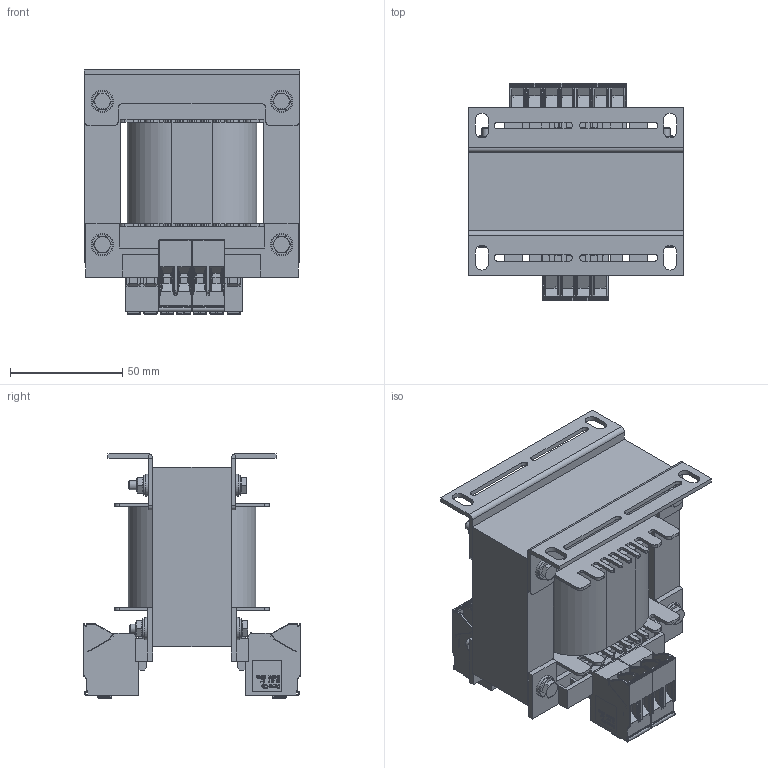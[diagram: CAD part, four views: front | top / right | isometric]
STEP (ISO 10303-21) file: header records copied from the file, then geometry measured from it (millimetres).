
FILE_DESCRIPTION(/* description */ (''),/* implementation_level */ '2;1');
FILE_NAME(/* name */ 'TSC51102200.stp',/* time_stamp */ '2023-09-12T12:14:17+02:00',/* author */ ('velazquez'),/* organization */ (''),/* preprocessor_version */ 'ST-DEVELOPER v19.2',/* originating_system */ 'Autodesk Inventor 2023',/* authorisation */ '');
FILE_SCHEMA (('AUTOMOTIVE_DESIGN { 1 0 10303 214 3 1 1 }'));
Products named in the file (12): TSC51102200; EI96 x 80 - 35 (RC32); AF32DIN; EI 96 X 80 - 35; EI96; centrador M4; DIN 125 - A 4,3; DIN 933 - M4  x 50; DIN 934 - M4; 1226_TKS_4_2_F; 1227_TKS_4_3_F NARANJA; 1226_TKS_4_2_F NARANJA
Assembly tree (35 placements, depth 2):
  TSC51102200
    EI96 x 80 - 35 (RC32)
    AF32DIN  x2
    EI 96 X 80 - 35
    EI96  x2
    centrador M4  x8
    DIN 125 - A 4,3  x8
    DIN 933 - M4  x 50  x4
    DIN 934 - M4  x4
    1226_TKS_4_2_F  x2
    1227_TKS_4_3_F NARANJA
    1226_TKS_4_2_F NARANJA  x2
Bounding box: 96 x 96.9 x 109 mm (x, y, z)
Volume: 374992.4 mm3; surface area: 127283.4 mm2
Topology: 35 solids, 35 shells, 9280 faces, 25907 edges, 16862 vertices
Faces by surface type: plane 7534, cylinder 1187, bspline 287, torus 212, cone 48, sphere 12
Full cylindrical faces by diameter (mm): 3.242 x4, 3.621 x4, 4 x16, 4.3 x8, 4.9 x8, 5.5 x4, 5.8 x4, 5.9 x4, 9 x8, 10 x8
Entity records: 194502 total; most frequent: CARTESIAN_POINT 40109, ORIENTED_EDGE 32102, DIRECTION 28866, EDGE_CURVE 16051, LINE 13988, VECTOR 13988, VERTEX_POINT 10454, AXIS2_PLACEMENT_3D 7439
